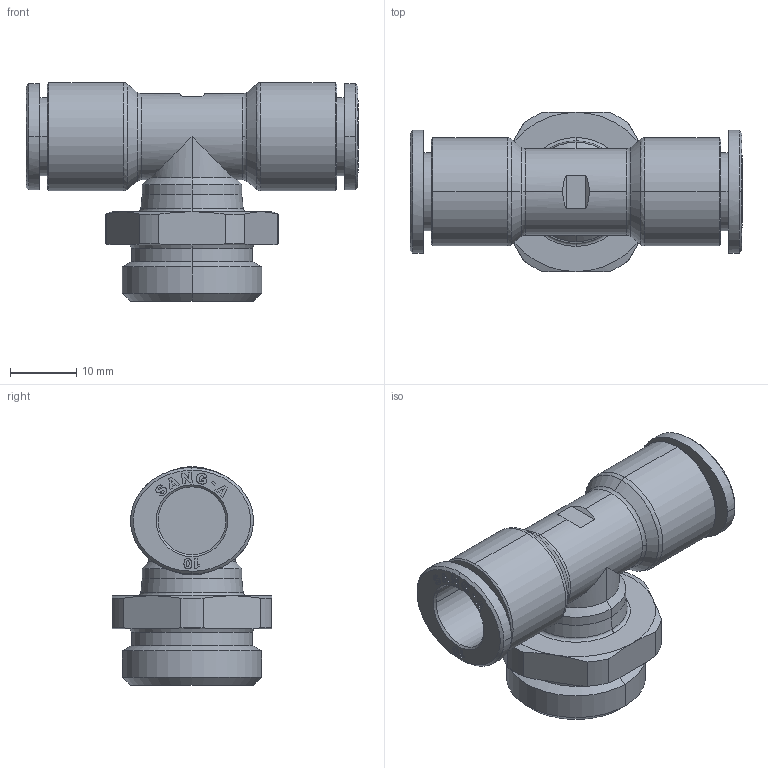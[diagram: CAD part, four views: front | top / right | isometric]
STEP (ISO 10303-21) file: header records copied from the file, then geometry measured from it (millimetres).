
FILE_DESCRIPTION (( 'STEP AP214' ), '1' );
FILE_NAME ('PT10-G04.stp', '2015-10-14T13:56:07', ( '' ), ( '' ), 'SwSTEP 2.0', 'SolidWorks 2015', '' );
FILE_SCHEMA (( 'AUTOMOTIVE_DESIGN' ));
Length unit declared in the file: millimetre
Products named in the file (2): ｦ+ﾃｦ1; PT10-G04
Assembly tree (1 placements, depth 2):
  PT10-G04
    ｦ+ﾃｦ1
Bounding box: 50 x 24 x 32.95 mm (x, y, z)
Volume: 10520.9 mm3; surface area: 6880.5 mm2
Topology: 1 solids, 1 shells, 879 faces, 2498 edges, 1651 vertices
Faces by surface type: plane 773, cone 44, cylinder 34, bspline 22, torus 6
Entity records: 30395 total; most frequent: CARTESIAN_POINT 6672, ORIENTED_EDGE 4992, DIRECTION 4276, EDGE_CURVE 2496, VECTOR 2286, LINE 2286, VERTEX_POINT 1651, AXIS2_PLACEMENT_3D 995
